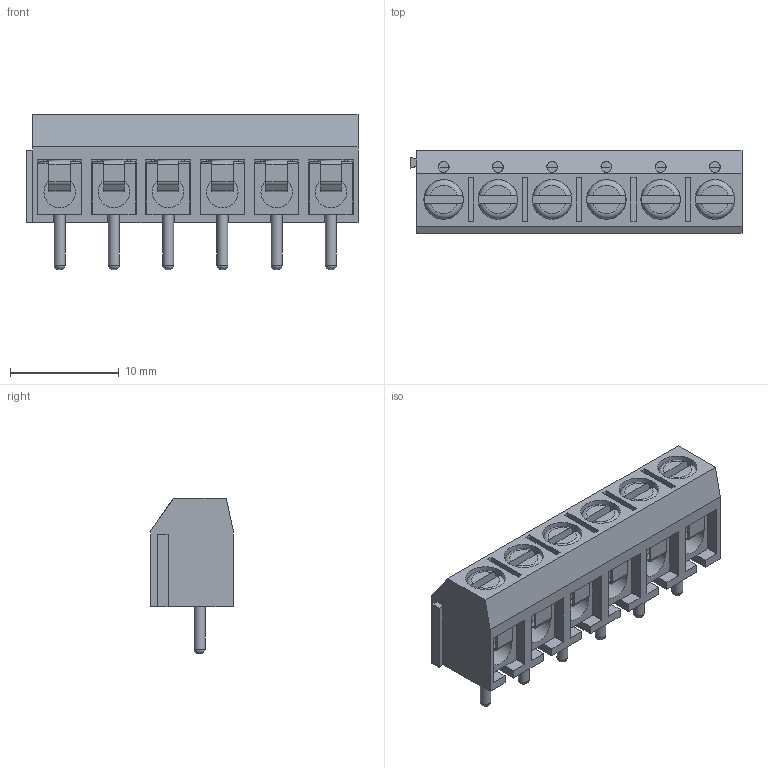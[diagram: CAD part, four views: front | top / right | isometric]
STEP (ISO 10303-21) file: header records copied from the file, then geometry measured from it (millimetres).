
FILE_DESCRIPTION(('STEP AP214'), '1');
FILE_NAME('DG301-5.0-03', '2017-01-14T09:16:43', ('Nobody'), (''), 'ASCON STEP Converter 1.3', 'ASCON Math Kernel', '');
FILE_SCHEMA(('AUTOMOTIVE_DESIGN { 1 0 10303 214 3 1 1}'));
Length unit declared in the file: millimetre
Assembly tree (18 placements, depth 2):
  (unnamed)
    (unnamed)  x6
    (unnamed)  x6
    (unnamed)  x6
Bounding box: 30.6 x 7.6 x 14.3 mm (x, y, z)
Volume: 1483.7 mm3; surface area: 4132.1 mm2
Topology: 19 solids, 19 shells, 533 faces, 1254 edges, 776 vertices
Faces by surface type: plane 395, cylinder 102, torus 24, cone 12
Full cylindrical faces by diameter (mm): 1 x12, 1.8 x6, 2 x6, 2.5 x6, 2.6 x6, 2.9 x6, 3 x6, 3.6 x6, 3.65 x6
Entity records: 8305 total; most frequent: CARTESIAN_POINT 1202, DIRECTION 998, ORIENTED_EDGE 980, EDGE_CURVE 490, LINE 404, VECTOR 404, VERTEX_POINT 336, AXIS2_PLACEMENT_3D 297
